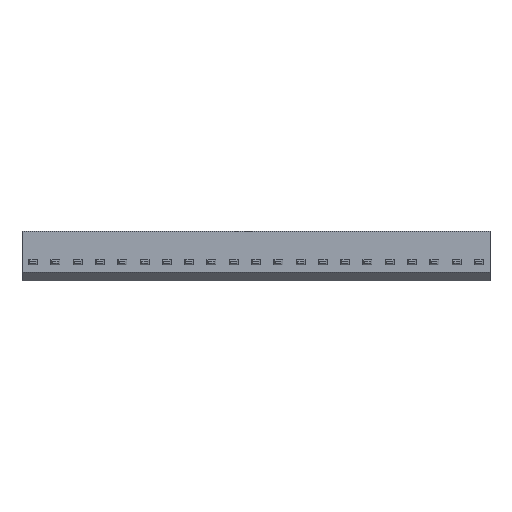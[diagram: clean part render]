
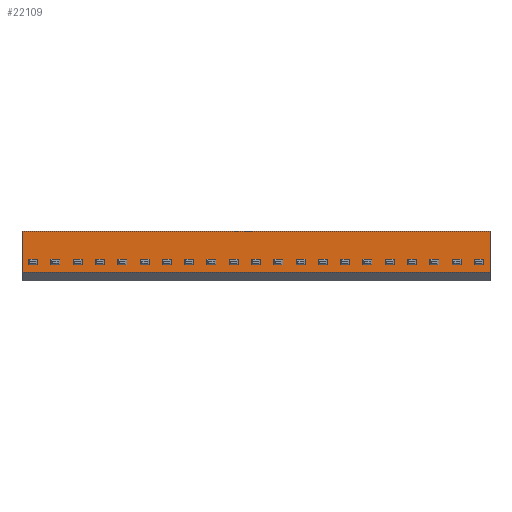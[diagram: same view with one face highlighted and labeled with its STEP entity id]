
A CAD part, top view. The second image highlights one B-rep face of the part: STEP entity #22109.
In plain terms, the highlighted planar face has unit normal (0, 0, 1).
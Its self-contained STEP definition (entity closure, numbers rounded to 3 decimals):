
#22109 = ADVANCED_FACE('',(#22110),#22124,.T.);
#22110 = FACE_BOUND('',#22111,.T.);
#22111 = EDGE_LOOP('',(#22112,#22147,#22175,#22203));
#22112 = ORIENTED_EDGE('',*,*,#22113,.T.);
#22113 = EDGE_CURVE('',#22114,#22116,#22118,.T.);
#22114 = VERTEX_POINT('',#22115);
#22115 = CARTESIAN_POINT('',(-1.25,-1.1,3.2));
#22116 = VERTEX_POINT('',#22117);
#22117 = CARTESIAN_POINT('',(51.25,-1.1,3.2));
#22118 = SURFACE_CURVE('',#22119,(#22123,#22135),.PCURVE_S1.);
#22119 = LINE('',#22120,#22121);
#22120 = CARTESIAN_POINT('',(-1.25,-1.1,3.2));
#22121 = VECTOR('',#22122,1.);
#22122 = DIRECTION('',(1.,0.,0.));
#22123 = PCURVE('',#22124,#22129);
#22124 = PLANE('',#22125);
#22125 = AXIS2_PLACEMENT_3D('',#22126,#22127,#22128);
#22126 = CARTESIAN_POINT('',(-1.25,-1.1,3.2));
#22127 = DIRECTION('',(0.,0.,1.));
#22128 = DIRECTION('',(0.,1.,0.));
#22129 = DEFINITIONAL_REPRESENTATION('',(#22130),#22134);
#22130 = LINE('',#22131,#22132);
#22131 = CARTESIAN_POINT('',(0.,0.));
#22132 = VECTOR('',#22133,1.);
#22133 = DIRECTION('',(0.,-1.));
#22134 = ( GEOMETRIC_REPRESENTATION_CONTEXT(2) 
PARAMETRIC_REPRESENTATION_CONTEXT() REPRESENTATION_CONTEXT('2D SPACE',''
  ) );
#22135 = PCURVE('',#22136,#22141);
#22136 = PLANE('',#22137);
#22137 = AXIS2_PLACEMENT_3D('',#22138,#22139,#22140);
#22138 = CARTESIAN_POINT('',(-1.25,-1.1,3.2));
#22139 = DIRECTION('',(0.,0.707,-0.707));
#22140 = DIRECTION('',(0.,-0.707,-0.707));
#22141 = DEFINITIONAL_REPRESENTATION('',(#22142),#22146);
#22142 = LINE('',#22143,#22144);
#22143 = CARTESIAN_POINT('',(0.,0.));
#22144 = VECTOR('',#22145,1.);
#22145 = DIRECTION('',(0.,-1.));
#22146 = ( GEOMETRIC_REPRESENTATION_CONTEXT(2) 
PARAMETRIC_REPRESENTATION_CONTEXT() REPRESENTATION_CONTEXT('2D SPACE',''
  ) );
#22147 = ORIENTED_EDGE('',*,*,#22148,.T.);
#22148 = EDGE_CURVE('',#22116,#22149,#22151,.T.);
#22149 = VERTEX_POINT('',#22150);
#22150 = CARTESIAN_POINT('',(51.25,3.5,3.2));
#22151 = SURFACE_CURVE('',#22152,(#22156,#22163),.PCURVE_S1.);
#22152 = LINE('',#22153,#22154);
#22153 = CARTESIAN_POINT('',(51.25,-1.1,3.2));
#22154 = VECTOR('',#22155,1.);
#22155 = DIRECTION('',(0.,1.,0.));
#22156 = PCURVE('',#22124,#22157);
#22157 = DEFINITIONAL_REPRESENTATION('',(#22158),#22162);
#22158 = LINE('',#22159,#22160);
#22159 = CARTESIAN_POINT('',(0.,-52.5));
#22160 = VECTOR('',#22161,1.);
#22161 = DIRECTION('',(1.,0.));
#22162 = ( GEOMETRIC_REPRESENTATION_CONTEXT(2) 
PARAMETRIC_REPRESENTATION_CONTEXT() REPRESENTATION_CONTEXT('2D SPACE',''
  ) );
#22163 = PCURVE('',#22164,#22169);
#22164 = PLANE('',#22165);
#22165 = AXIS2_PLACEMENT_3D('',#22166,#22167,#22168);
#22166 = CARTESIAN_POINT('',(51.25,0.951,1.622));
#22167 = DIRECTION('',(1.,0.,0.));
#22168 = DIRECTION('',(0.,0.,1.));
#22169 = DEFINITIONAL_REPRESENTATION('',(#22170),#22174);
#22170 = LINE('',#22171,#22172);
#22171 = CARTESIAN_POINT('',(1.578,2.051));
#22172 = VECTOR('',#22173,1.);
#22173 = DIRECTION('',(0.,-1.));
#22174 = ( GEOMETRIC_REPRESENTATION_CONTEXT(2) 
PARAMETRIC_REPRESENTATION_CONTEXT() REPRESENTATION_CONTEXT('2D SPACE',''
  ) );
#22175 = ORIENTED_EDGE('',*,*,#22176,.F.);
#22176 = EDGE_CURVE('',#22177,#22149,#22179,.T.);
#22177 = VERTEX_POINT('',#22178);
#22178 = CARTESIAN_POINT('',(-1.25,3.5,3.2));
#22179 = SURFACE_CURVE('',#22180,(#22184,#22191),.PCURVE_S1.);
#22180 = LINE('',#22181,#22182);
#22181 = CARTESIAN_POINT('',(-1.25,3.5,3.2));
#22182 = VECTOR('',#22183,1.);
#22183 = DIRECTION('',(1.,0.,0.));
#22184 = PCURVE('',#22124,#22185);
#22185 = DEFINITIONAL_REPRESENTATION('',(#22186),#22190);
#22186 = LINE('',#22187,#22188);
#22187 = CARTESIAN_POINT('',(4.6,0.));
#22188 = VECTOR('',#22189,1.);
#22189 = DIRECTION('',(0.,-1.));
#22190 = ( GEOMETRIC_REPRESENTATION_CONTEXT(2) 
PARAMETRIC_REPRESENTATION_CONTEXT() REPRESENTATION_CONTEXT('2D SPACE',''
  ) );
#22191 = PCURVE('',#22192,#22197);
#22192 = PLANE('',#22193);
#22193 = AXIS2_PLACEMENT_3D('',#22194,#22195,#22196);
#22194 = CARTESIAN_POINT('',(-1.25,3.5,3.2));
#22195 = DIRECTION('',(0.,1.,0.));
#22196 = DIRECTION('',(0.,0.,-1.));
#22197 = DEFINITIONAL_REPRESENTATION('',(#22198),#22202);
#22198 = LINE('',#22199,#22200);
#22199 = CARTESIAN_POINT('',(0.,0.));
#22200 = VECTOR('',#22201,1.);
#22201 = DIRECTION('',(0.,-1.));
#22202 = ( GEOMETRIC_REPRESENTATION_CONTEXT(2) 
PARAMETRIC_REPRESENTATION_CONTEXT() REPRESENTATION_CONTEXT('2D SPACE',''
  ) );
#22203 = ORIENTED_EDGE('',*,*,#22204,.F.);
#22204 = EDGE_CURVE('',#22114,#22177,#22205,.T.);
#22205 = SURFACE_CURVE('',#22206,(#22210,#22217),.PCURVE_S1.);
#22206 = LINE('',#22207,#22208);
#22207 = CARTESIAN_POINT('',(-1.25,-1.1,3.2));
#22208 = VECTOR('',#22209,1.);
#22209 = DIRECTION('',(0.,1.,0.));
#22210 = PCURVE('',#22124,#22211);
#22211 = DEFINITIONAL_REPRESENTATION('',(#22212),#22216);
#22212 = LINE('',#22213,#22214);
#22213 = CARTESIAN_POINT('',(0.,0.));
#22214 = VECTOR('',#22215,1.);
#22215 = DIRECTION('',(1.,0.));
#22216 = ( GEOMETRIC_REPRESENTATION_CONTEXT(2) 
PARAMETRIC_REPRESENTATION_CONTEXT() REPRESENTATION_CONTEXT('2D SPACE',''
  ) );
#22217 = PCURVE('',#22218,#22223);
#22218 = PLANE('',#22219);
#22219 = AXIS2_PLACEMENT_3D('',#22220,#22221,#22222);
#22220 = CARTESIAN_POINT('',(-1.25,0.951,1.622));
#22221 = DIRECTION('',(1.,0.,0.));
#22222 = DIRECTION('',(0.,0.,1.));
#22223 = DEFINITIONAL_REPRESENTATION('',(#22224),#22228);
#22224 = LINE('',#22225,#22226);
#22225 = CARTESIAN_POINT('',(1.578,2.051));
#22226 = VECTOR('',#22227,1.);
#22227 = DIRECTION('',(0.,-1.));
#22228 = ( GEOMETRIC_REPRESENTATION_CONTEXT(2) 
PARAMETRIC_REPRESENTATION_CONTEXT() REPRESENTATION_CONTEXT('2D SPACE',''
  ) );
